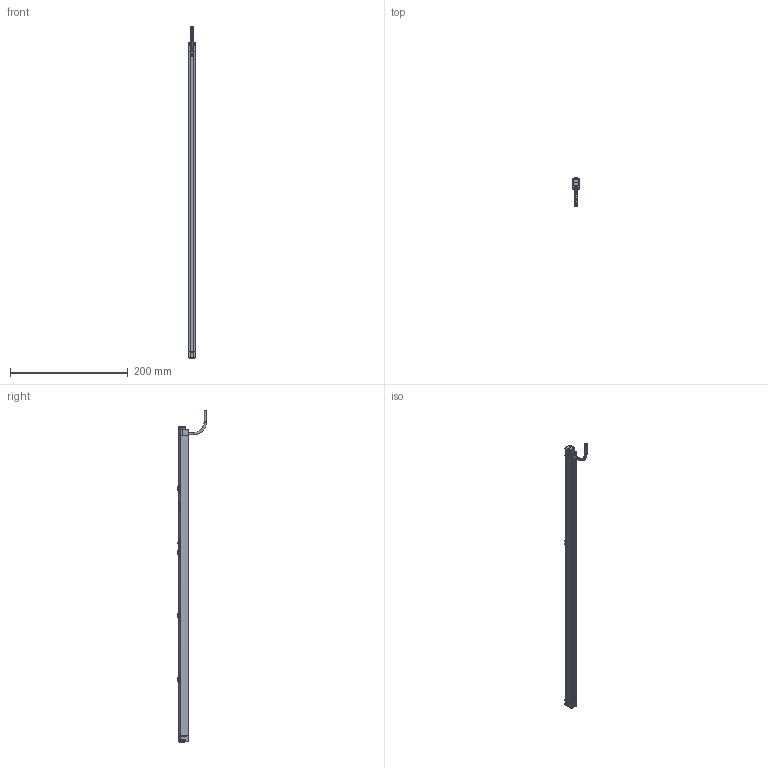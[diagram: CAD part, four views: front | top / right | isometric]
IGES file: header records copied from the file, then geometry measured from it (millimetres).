
Start section:  PTC IGES file: 225564.igs
Global section: file name: 225564.igs; native system: Creo Parametric by PTC Inc.; preprocessor: 2019292; author: PDMAdmin; organization: Unknown; date: 20211018.103604; units: millimetre
Bounding box: 12.81 x 49.18 x 564.64 mm (x, y, z)
Volume: 85595.8 mm3; surface area: 164335.8 mm2
Topology: 2 solids, 2 shells, 1954 faces, 9740 edges, 11907 vertices
Faces by surface type: bspline 1360, revolution 578, extrusion 16
